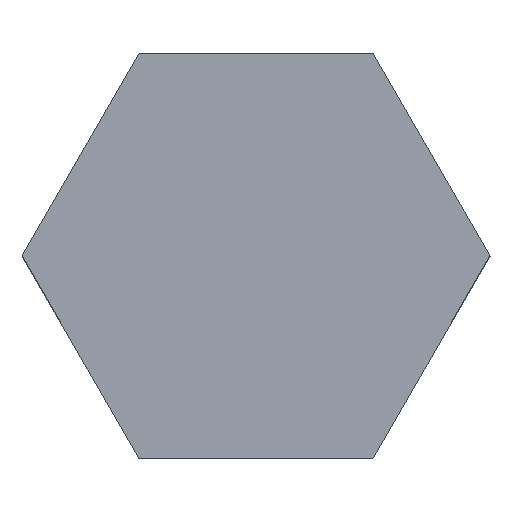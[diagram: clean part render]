
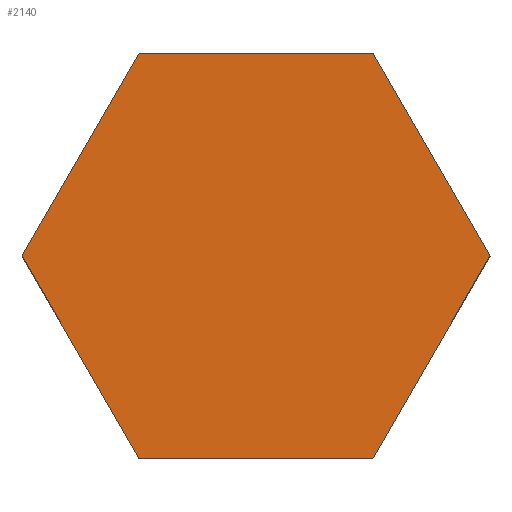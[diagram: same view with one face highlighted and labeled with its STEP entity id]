
A CAD part, top view. The second image highlights one B-rep face of the part: STEP entity #2140.
In plain terms, the highlighted planar face has unit normal (0, 0, 1).
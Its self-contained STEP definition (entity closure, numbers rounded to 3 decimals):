
#200=CARTESIAN_POINT('',(-45.196,484.,-27.));
#210=VERTEX_POINT('',#200);
#240=CARTESIAN_POINT('',(-45.196,484.,-27.));
#250=DIRECTION('',(-0.5,-0.866,0.));
#260=VECTOR('',#250,1.);
#270=LINE('',#240,#260);
#280=CARTESIAN_POINT('',(-50.392,475.,-27.));
#290=VERTEX_POINT('',#280);
#300=EDGE_CURVE('',#210,#290,#270,.T.);
#550=CARTESIAN_POINT('',(-50.392,475.,-27.));
#560=DIRECTION('',(0.5,-0.866,0.));
#570=VECTOR('',#560,1.);
#580=LINE('',#550,#570);
#590=CARTESIAN_POINT('',(-45.196,466.,-27.));
#600=VERTEX_POINT('',#590);
#610=EDGE_CURVE('',#290,#600,#580,.T.);
#860=CARTESIAN_POINT('',(-45.196,466.,-27.));
#870=DIRECTION('',(1.,0.,0.));
#880=VECTOR('',#870,1.);
#890=LINE('',#860,#880);
#900=CARTESIAN_POINT('',(-34.804,466.,-27.));
#910=VERTEX_POINT('',#900);
#920=EDGE_CURVE('',#600,#910,#890,.T.);
#1170=CARTESIAN_POINT('',(-34.804,466.,-27.));
#1180=DIRECTION('',(0.5,0.866,0.));
#1190=VECTOR('',#1180,1.);
#1200=LINE('',#1170,#1190);
#1210=CARTESIAN_POINT('',(-29.608,475.,-27.));
#1220=VERTEX_POINT('',#1210);
#1230=EDGE_CURVE('',#910,#1220,#1200,.T.);
#1480=CARTESIAN_POINT('',(-29.608,475.,-27.));
#1490=DIRECTION('',(-0.5,0.866,0.));
#1500=VECTOR('',#1490,1.);
#1510=LINE('',#1480,#1500);
#1520=CARTESIAN_POINT('',(-34.804,484.,-27.));
#1530=VERTEX_POINT('',#1520);
#1540=EDGE_CURVE('',#1220,#1530,#1510,.T.);
#1770=CARTESIAN_POINT('',(-34.804,484.,-27.));
#1780=DIRECTION('',(-1.,0.,0.));
#1790=VECTOR('',#1780,1.);
#1800=LINE('',#1770,#1790);
#1810=EDGE_CURVE('',#1530,#210,#1800,.T.);
#2010=CARTESIAN_POINT('',(0.,0.,-27.));
#2020=DIRECTION('',(0.,0.,-1.));
#2030=DIRECTION('',(-1.,0.,0.));
#2040=AXIS2_PLACEMENT_3D('',#2010,#2020,#2030);
#2050=PLANE('',#2040);
#2060=ORIENTED_EDGE('',*,*,#300,.T.);
#2070=ORIENTED_EDGE('',*,*,#1810,.T.);
#2080=ORIENTED_EDGE('',*,*,#1540,.T.);
#2090=ORIENTED_EDGE('',*,*,#1230,.T.);
#2100=ORIENTED_EDGE('',*,*,#920,.T.);
#2110=ORIENTED_EDGE('',*,*,#610,.T.);
#2120=EDGE_LOOP('',(#2110,#2100,#2090,#2080,#2070,#2060));
#2130=FACE_OUTER_BOUND('',#2120,.T.);
#2140=ADVANCED_FACE('',(#2130),#2050,.F.);
